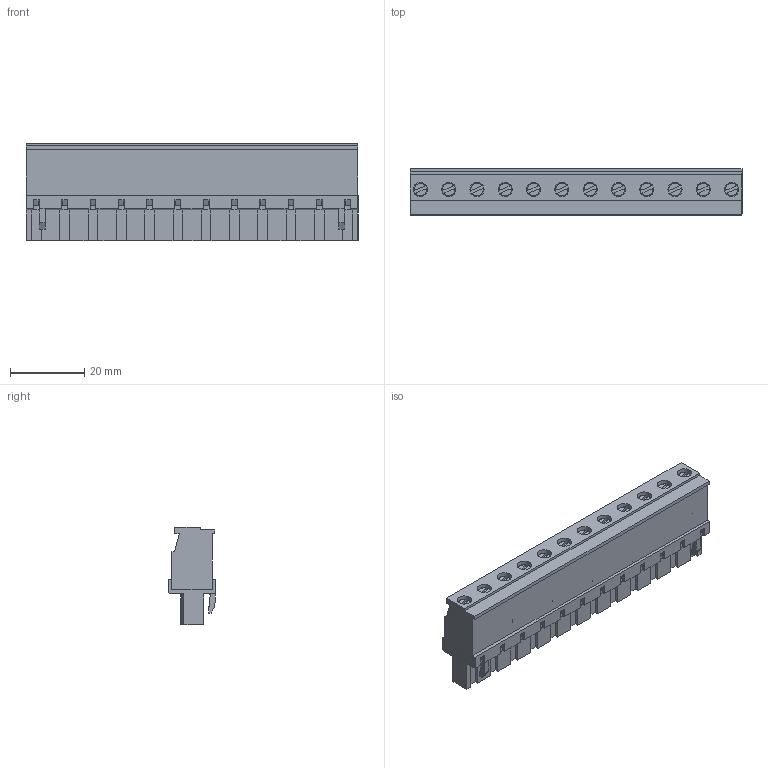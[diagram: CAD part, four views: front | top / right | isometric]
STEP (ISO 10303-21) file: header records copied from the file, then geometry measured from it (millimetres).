
FILE_DESCRIPTION( ( 'Unknown' ), '1' );
FILE_NAME( '691344410012.stp', 'Unknown', ( 'Unknown' ), ( 'Unknown' ), 'PSStep 18.0.17', 'Unknown', ' ' );
FILE_SCHEMA( ( 'AUTOMOTIVE_DESIGN { 1 0 10303 214 1 1 1 1 }' ) );
Length unit declared in the file: millimetre
Products named in the file (6): Assem1; vis cage; Spring; cage; 691344410012_plastic top; 691344410012_plastic bottom
Assembly tree (38 placements, depth 2):
  Assem1
    vis cage  x12
    Spring  x12
    cage  x12
    691344410012_plastic top
    691344410012_plastic bottom
Bounding box: 89.42 x 12.6 x 26.25 mm (x, y, z)
Volume: 13486.1 mm3; surface area: 27096.7 mm2
Topology: 38 solids, 38 shells, 2167 faces, 5818 edges, 3782 vertices
Faces by surface type: plane 1749, cylinder 346, cone 36, torus 36
Full cylindrical faces by diameter (mm): 1.5 x12, 2.2 x12, 2.459 x12, 2.6 x12, 2.9 x12, 3 x12, 3.8 x24
Entity records: 50732 total; most frequent: CARTESIAN_POINT 7142, ORIENTED_EDGE 6962, DIRECTION 6400, EDGE_CURVE 3481, LINE 3206, VECTOR 3206, VERTEX_POINT 2315, AXIS2_PLACEMENT_3D 1597
